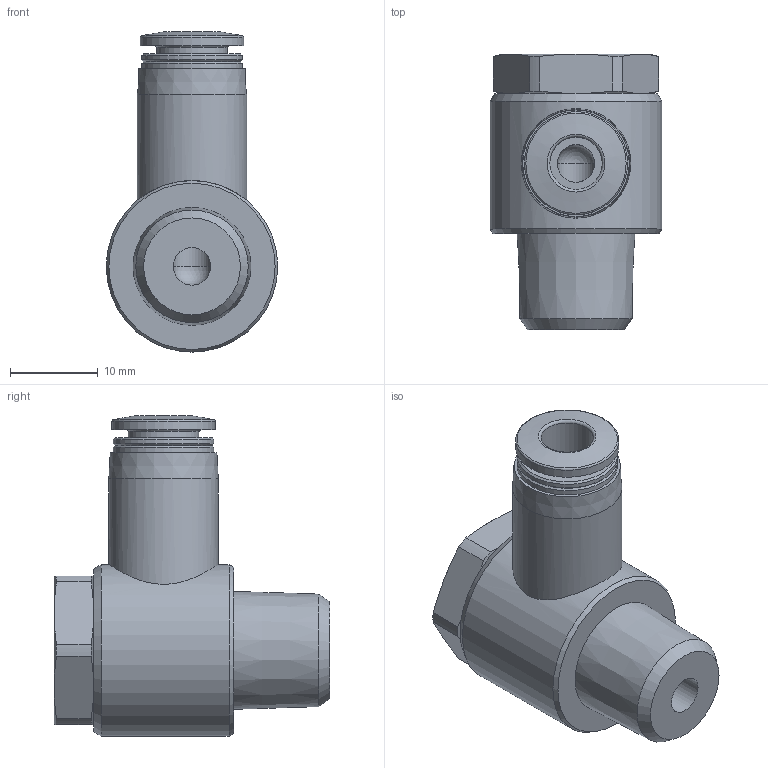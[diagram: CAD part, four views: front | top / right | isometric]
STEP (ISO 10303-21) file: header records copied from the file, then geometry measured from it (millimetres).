
FILE_DESCRIPTION(/* description */ ('STEP AP214'),/* implementation_level */ '2;1');
FILE_NAME(/* name */ '130752_QSLV-1_4-6-100',/* time_stamp */ '2024-09-14T10:22:56+02:00',/* author */ ('License CC BY-ND 4.0'),/* organization */ ('CADENAS'),/* preprocessor_version */ 'ST-DEVELOPER v19.3',/* originating_system */ 'PARTsolutions',/* authorisation */ ' ');
FILE_SCHEMA (('AUTOMOTIVE_DESIGN {1 0 10303 214 3 1 1}'));
Length unit declared in the file: millimetre
Products named in the file (1): 130752 QSLV-1/4-6-100
Bounding box: 19.6 x 31.5 x 36.6 mm (x, y, z)
Volume: 8499.7 mm3; surface area: 3703.1 mm2
Topology: 1 solids, 1 shells, 54 faces, 114 edges, 67 vertices
Faces by surface type: cone 21, cylinder 15, plane 14, torus 3, sphere 1
Full cylindrical faces by diameter (mm): 4.3 x2, 6 x1, 8.1 x1, 11.5 x2, 11.8 x1, 12.5 x1, 19.6 x1
Entity records: 1754 total; most frequent: CARTESIAN_POINT 301, DIRECTION 228, ORIENTED_EDGE 180, AXIS2_PLACEMENT_3D 108, EDGE_CURVE 90, EDGE_LOOP 83, FACE_BOUND 83, VERTEX_POINT 65
